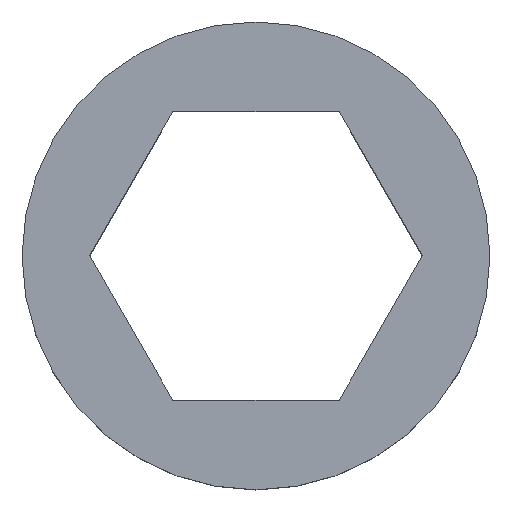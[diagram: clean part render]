
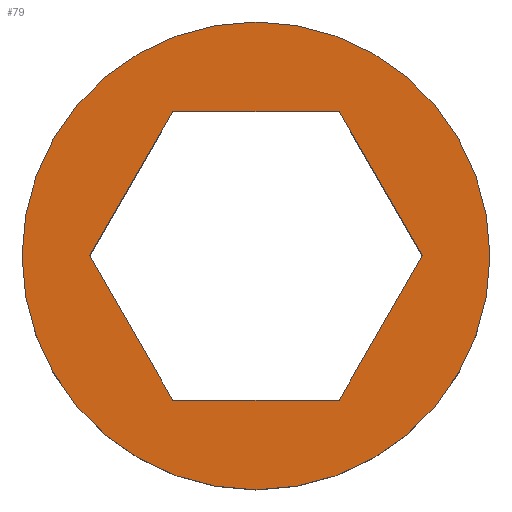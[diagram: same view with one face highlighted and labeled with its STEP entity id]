
A CAD part, top view. The second image highlights one B-rep face of the part: STEP entity #79.
In plain terms, the highlighted planar face has unit normal (0, 0, 1).
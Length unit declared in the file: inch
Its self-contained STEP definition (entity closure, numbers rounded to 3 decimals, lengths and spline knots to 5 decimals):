
#28 = VECTOR ( 'NONE', #233, 39.37008 ) ;
#29 = FACE_BOUND ( 'NONE', #342, .T. ) ;
#35 = ORIENTED_EDGE ( 'NONE', *, *, #244, .F. ) ;
#37 = VECTOR ( 'NONE', #264, 39.37008 ) ;
#41 = ORIENTED_EDGE ( 'NONE', *, *, #87, .F. ) ;
#52 = CARTESIAN_POINT ( 'NONE',  ( 0.11114, -0.1925, 0.0625 ) ) ;
#54 = FACE_OUTER_BOUND ( 'NONE', #312, .T. ) ;
#55 = CIRCLE ( 'NONE', #210, 0.3125 ) ;
#61 = LINE ( 'NONE', #311, #28 ) ;
#63 = CARTESIAN_POINT ( 'NONE',  ( 0.11114, 0.1925, 0.0625 ) ) ;
#64 = VERTEX_POINT ( 'NONE', #181 ) ;
#74 = DIRECTION ( 'NONE',  ( -0.5, 0.866, 0. ) ) ;
#77 = DIRECTION ( 'NONE',  ( 0., 0., 1. ) ) ;
#79 = ADVANCED_FACE ( 'NONE', ( #54, #29 ), #159, .T. ) ;
#80 = CARTESIAN_POINT ( 'NONE',  ( 0., 0., 0.0625 ) ) ;
#81 = VECTOR ( 'NONE', #141, 39.37008 ) ;
#83 = ORIENTED_EDGE ( 'NONE', *, *, #229, .T. ) ;
#85 = CARTESIAN_POINT ( 'NONE',  ( -0.11114, 0.1925, 0.0625 ) ) ;
#87 = EDGE_CURVE ( 'NONE', #64, #211, #216, .T. ) ;
#88 = DIRECTION ( 'NONE',  ( 0., 0., 1. ) ) ;
#99 = ORIENTED_EDGE ( 'NONE', *, *, #169, .F. ) ;
#116 = CARTESIAN_POINT ( 'NONE',  ( 0.3125, 0., 0.0625 ) ) ;
#120 = VECTOR ( 'NONE', #217, 39.37008 ) ;
#124 = CARTESIAN_POINT ( 'NONE',  ( -0.11114, 0.1925, 0.0625 ) ) ;
#140 = AXIS2_PLACEMENT_3D ( 'NONE', #222, #77, #188 ) ;
#141 = DIRECTION ( 'NONE',  ( 1., 0., 0. ) ) ;
#145 = CARTESIAN_POINT ( 'NONE',  ( 0., 0., 0.0625 ) ) ;
#146 = VECTOR ( 'NONE', #74, 39.37008 ) ;
#155 = ORIENTED_EDGE ( 'NONE', *, *, #212, .T. ) ;
#157 = ORIENTED_EDGE ( 'NONE', *, *, #314, .F. ) ;
#159 = PLANE ( 'NONE',  #140 ) ;
#165 = DIRECTION ( 'NONE',  ( 1., 0., 0. ) ) ;
#169 = EDGE_CURVE ( 'NONE', #211, #334, #219, .T. ) ;
#170 = CARTESIAN_POINT ( 'NONE',  ( -0.11114, -0.1925, 0.0625 ) ) ;
#181 = CARTESIAN_POINT ( 'NONE',  ( 0.11114, -0.1925, 0.0625 ) ) ;
#188 = DIRECTION ( 'NONE',  ( 1., 0., 0. ) ) ;
#194 = DIRECTION ( 'NONE',  ( 0., 0., 1. ) ) ;
#195 = VECTOR ( 'NONE', #305, 39.37008 ) ;
#196 = ORIENTED_EDGE ( 'NONE', *, *, #224, .F. ) ;
#210 = AXIS2_PLACEMENT_3D ( 'NONE', #145, #88, #304 ) ;
#211 = VERTEX_POINT ( 'NONE', #329 ) ;
#212 = EDGE_CURVE ( 'NONE', #227, #266, #319, .T. ) ;
#216 = LINE ( 'NONE', #52, #120 ) ;
#217 = DIRECTION ( 'NONE',  ( 0.5, 0.866, 0. ) ) ;
#219 = LINE ( 'NONE', #323, #146 ) ;
#222 = CARTESIAN_POINT ( 'NONE',  ( 0., 0., 0.0625 ) ) ;
#224 = EDGE_CURVE ( 'NONE', #334, #318, #230, .T. ) ;
#226 = VERTEX_POINT ( 'NONE', #340 ) ;
#227 = VERTEX_POINT ( 'NONE', #281 ) ;
#229 = EDGE_CURVE ( 'NONE', #266, #227, #55, .T. ) ;
#230 = LINE ( 'NONE', #63, #195 ) ;
#231 = LINE ( 'NONE', #124, #37 ) ;
#233 = DIRECTION ( 'NONE',  ( 0.5, -0.866, 0. ) ) ;
#244 = EDGE_CURVE ( 'NONE', #226, #64, #286, .T. ) ;
#264 = DIRECTION ( 'NONE',  ( -0.5, -0.866, 0. ) ) ;
#266 = VERTEX_POINT ( 'NONE', #116 ) ;
#269 = EDGE_CURVE ( 'NONE', #318, #316, #231, .T. ) ;
#281 = CARTESIAN_POINT ( 'NONE',  ( -0.3125, 0., 0.0625 ) ) ;
#286 = LINE ( 'NONE', #170, #81 ) ;
#287 = ORIENTED_EDGE ( 'NONE', *, *, #269, .F. ) ;
#304 = DIRECTION ( 'NONE',  ( 1., 0., 0. ) ) ;
#305 = DIRECTION ( 'NONE',  ( -1., 0., 0. ) ) ;
#311 = CARTESIAN_POINT ( 'NONE',  ( -0.22228, 0., 0.0625 ) ) ;
#312 = EDGE_LOOP ( 'NONE', ( #155, #83 ) ) ;
#314 = EDGE_CURVE ( 'NONE', #316, #226, #61, .T. ) ;
#316 = VERTEX_POINT ( 'NONE', #343 ) ;
#318 = VERTEX_POINT ( 'NONE', #85 ) ;
#319 = CIRCLE ( 'NONE', #349, 0.3125 ) ;
#323 = CARTESIAN_POINT ( 'NONE',  ( 0.22228, 0., 0.0625 ) ) ;
#329 = CARTESIAN_POINT ( 'NONE',  ( 0.22228, 0., 0.0625 ) ) ;
#334 = VERTEX_POINT ( 'NONE', #337 ) ;
#337 = CARTESIAN_POINT ( 'NONE',  ( 0.11114, 0.1925, 0.0625 ) ) ;
#340 = CARTESIAN_POINT ( 'NONE',  ( -0.11114, -0.1925, 0.0625 ) ) ;
#342 = EDGE_LOOP ( 'NONE', ( #41, #35, #157, #287, #196, #99 ) ) ;
#343 = CARTESIAN_POINT ( 'NONE',  ( -0.22228, 0., 0.0625 ) ) ;
#349 = AXIS2_PLACEMENT_3D ( 'NONE', #80, #194, #165 ) ;
